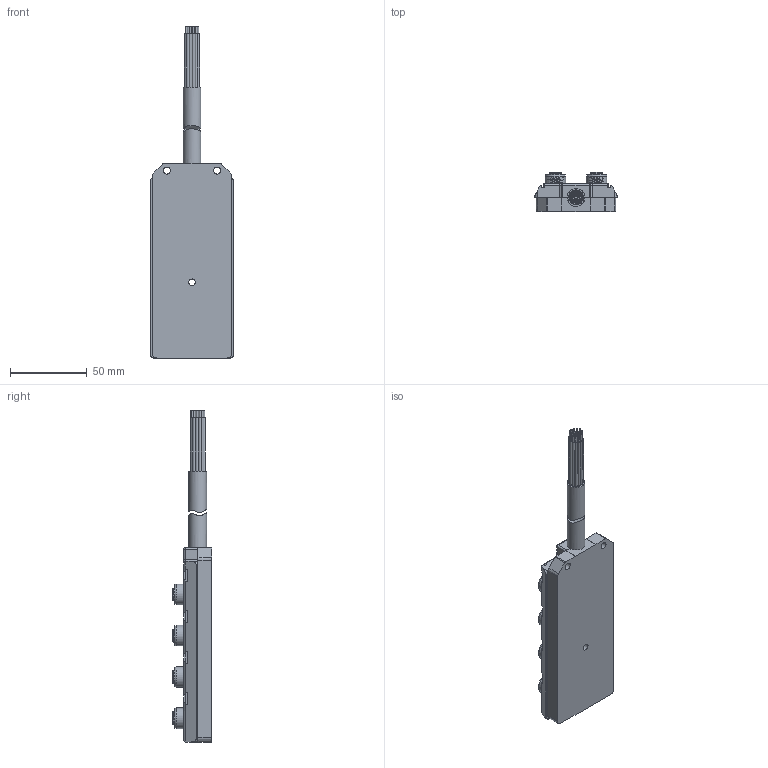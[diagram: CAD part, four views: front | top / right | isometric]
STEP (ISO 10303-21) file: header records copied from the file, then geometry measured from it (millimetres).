
FILE_DESCRIPTION(/* description */ (''),/* implementation_level */ '2;1');
FILE_NAME(/* name */ 'DLTR8-5-5XX-38XX.stp',/* time_stamp */ '2016-12-23T11:09:09+08:00',/* author */ (''),/* organization */ (''),/* preprocessor_version */ 'ST-DEVELOPER v14',/* originating_system */ 'SIEMENS PLM Software NX 8.0',/* authorisation */ '');
FILE_SCHEMA (('CONFIG_CONTROL_DESIGN'));
Length unit declared in the file: millimetre
Products named in the file (1): DLTR8-5-5XX-38XX
Bounding box: 54 x 25.5 x 217 mm (x, y, z)
Volume: 121510.6 mm3; surface area: 35363.7 mm2
Topology: 2 solids, 2 shells, 1049 faces, 2475 edges, 1629 vertices
Faces by surface type: plane 534, extrusion 231, cylinder 203, bspline 61, torus 8, cone 8, sphere 4
Full cylindrical faces by diameter (mm): 1 x16, 1.1 x40, 1.4 x40, 1.5 x3, 1.7 x16, 2.2 x3, 4.3 x1, 4.6 x2, 5 x17, 9 x1, 11.6 x2, 12.2 x8, 13.5 x8
Entity records: 43161 total; most frequent: CARTESIAN_POINT 21452, ORIENTED_EDGE 4520, DIRECTION 3465, EDGE_CURVE 2260, VERTEX_POINT 1617, EDGE_LOOP 1440, B_SPLINE_CURVE_WITH_KNOTS 1175, AXIS2_PLACEMENT_3D 1167
